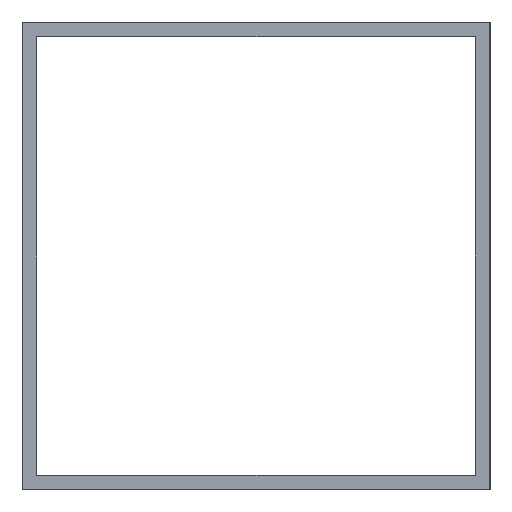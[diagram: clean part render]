
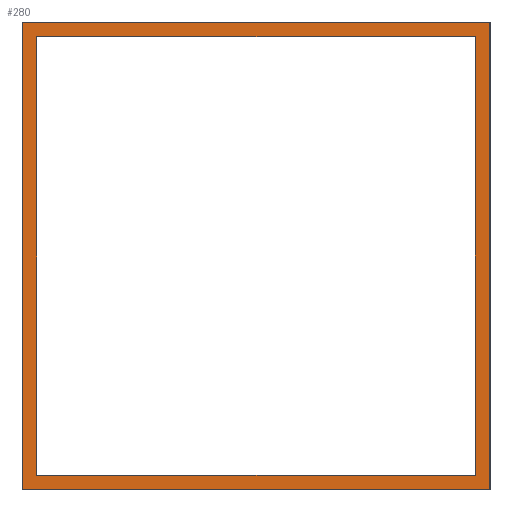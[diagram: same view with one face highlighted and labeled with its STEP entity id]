
A CAD part, left-side view. The second image highlights one B-rep face of the part: STEP entity #280.
In plain terms, the highlighted planar face has unit normal (-1, 0, 0).
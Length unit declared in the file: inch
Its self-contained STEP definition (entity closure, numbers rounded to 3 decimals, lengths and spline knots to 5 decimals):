
#5 = CARTESIAN_POINT ( 'NONE',  ( -29.5, -0.9375, 0. ) ) ;
#8 = DIRECTION ( 'NONE',  ( 0., -1., 0. ) ) ;
#15 = EDGE_CURVE ( 'NONE', #21, #311, #297, .T. ) ;
#16 = VECTOR ( 'NONE', #222, 39.37008 ) ;
#17 = DIRECTION ( 'NONE',  ( 0., 1., 0. ) ) ;
#18 = CARTESIAN_POINT ( 'NONE',  ( -29.5, 1., 1. ) ) ;
#20 = EDGE_CURVE ( 'NONE', #342, #35, #129, .T. ) ;
#21 = VERTEX_POINT ( 'NONE', #97 ) ;
#26 = VECTOR ( 'NONE', #210, 39.37008 ) ;
#29 = CARTESIAN_POINT ( 'NONE',  ( -29.5, -1., 1. ) ) ;
#30 = EDGE_CURVE ( 'NONE', #311, #309, #264, .T. ) ;
#35 = VERTEX_POINT ( 'NONE', #292 ) ;
#45 = DIRECTION ( 'NONE',  ( 0., 0., 1. ) ) ;
#46 = DIRECTION ( 'NONE',  ( 0., 0., -1. ) ) ;
#55 = LINE ( 'NONE', #147, #242 ) ;
#72 = CARTESIAN_POINT ( 'NONE',  ( -29.5, 0.9375, 0. ) ) ;
#97 = CARTESIAN_POINT ( 'NONE',  ( -29.5, -1., -1. ) ) ;
#102 = FACE_OUTER_BOUND ( 'NONE', #177, .T. ) ;
#104 = LINE ( 'NONE', #72, #317 ) ;
#108 = VECTOR ( 'NONE', #8, 39.37008 ) ;
#124 = VERTEX_POINT ( 'NONE', #197 ) ;
#125 = ORIENTED_EDGE ( 'NONE', *, *, #203, .T. ) ;
#129 = LINE ( 'NONE', #237, #26 ) ;
#132 = ORIENTED_EDGE ( 'NONE', *, *, #30, .F. ) ;
#134 = EDGE_LOOP ( 'NONE', ( #260, #186, #125, #289 ) ) ;
#141 = EDGE_CURVE ( 'NONE', #124, #342, #220, .T. ) ;
#143 = LINE ( 'NONE', #252, #16 ) ;
#144 = CARTESIAN_POINT ( 'NONE',  ( -29.5, -0.9375, -0.9375 ) ) ;
#145 = CARTESIAN_POINT ( 'NONE',  ( -29.5, 0., 0.9375 ) ) ;
#147 = CARTESIAN_POINT ( 'NONE',  ( -29.5, -1., 1. ) ) ;
#163 = DIRECTION ( 'NONE',  ( 0., 0., 1. ) ) ;
#165 = FACE_BOUND ( 'NONE', #134, .T. ) ;
#168 = EDGE_CURVE ( 'NONE', #309, #324, #143, .T. ) ;
#176 = DIRECTION ( 'NONE',  ( 0., 0., -1. ) ) ;
#177 = EDGE_LOOP ( 'NONE', ( #314, #347, #313, #132 ) ) ;
#186 = ORIENTED_EDGE ( 'NONE', *, *, #265, .T. ) ;
#194 = VECTOR ( 'NONE', #45, 39.37008 ) ;
#197 = CARTESIAN_POINT ( 'NONE',  ( -29.5, -0.9375, 0.9375 ) ) ;
#199 = DIRECTION ( 'NONE',  ( 0., 0., -1. ) ) ;
#203 = EDGE_CURVE ( 'NONE', #214, #124, #277, .T. ) ;
#205 = CARTESIAN_POINT ( 'NONE',  ( -29.5, 0.9375, 0.9375 ) ) ;
#210 = DIRECTION ( 'NONE',  ( 0., 1., 0. ) ) ;
#211 = AXIS2_PLACEMENT_3D ( 'NONE', #271, #293, #46 ) ;
#214 = VERTEX_POINT ( 'NONE', #205 ) ;
#220 = LINE ( 'NONE', #5, #325 ) ;
#221 = CARTESIAN_POINT ( 'NONE',  ( -29.5, 1., 1. ) ) ;
#222 = DIRECTION ( 'NONE',  ( 0., -1., 0. ) ) ;
#237 = CARTESIAN_POINT ( 'NONE',  ( -29.5, 0., -0.9375 ) ) ;
#242 = VECTOR ( 'NONE', #176, 39.37008 ) ;
#245 = CARTESIAN_POINT ( 'NONE',  ( -29.5, -1., -1. ) ) ;
#248 = VECTOR ( 'NONE', #17, 39.37008 ) ;
#252 = CARTESIAN_POINT ( 'NONE',  ( -29.5, -1., 1. ) ) ;
#260 = ORIENTED_EDGE ( 'NONE', *, *, #20, .T. ) ;
#264 = LINE ( 'NONE', #18, #194 ) ;
#265 = EDGE_CURVE ( 'NONE', #35, #214, #104, .T. ) ;
#271 = CARTESIAN_POINT ( 'NONE',  ( -29.5, 0., 0. ) ) ;
#277 = LINE ( 'NONE', #145, #108 ) ;
#280 = ADVANCED_FACE ( 'NONE', ( #102, #165 ), #320, .F. ) ;
#289 = ORIENTED_EDGE ( 'NONE', *, *, #141, .T. ) ;
#292 = CARTESIAN_POINT ( 'NONE',  ( -29.5, 0.9375, -0.9375 ) ) ;
#293 = DIRECTION ( 'NONE',  ( 1., 0., 0. ) ) ;
#297 = LINE ( 'NONE', #245, #248 ) ;
#309 = VERTEX_POINT ( 'NONE', #221 ) ;
#311 = VERTEX_POINT ( 'NONE', #327 ) ;
#313 = ORIENTED_EDGE ( 'NONE', *, *, #168, .F. ) ;
#314 = ORIENTED_EDGE ( 'NONE', *, *, #15, .F. ) ;
#317 = VECTOR ( 'NONE', #163, 39.37008 ) ;
#320 = PLANE ( 'NONE',  #211 ) ;
#324 = VERTEX_POINT ( 'NONE', #29 ) ;
#325 = VECTOR ( 'NONE', #199, 39.37008 ) ;
#327 = CARTESIAN_POINT ( 'NONE',  ( -29.5, 1., -1. ) ) ;
#336 = EDGE_CURVE ( 'NONE', #324, #21, #55, .T. ) ;
#342 = VERTEX_POINT ( 'NONE', #144 ) ;
#347 = ORIENTED_EDGE ( 'NONE', *, *, #336, .F. ) ;
